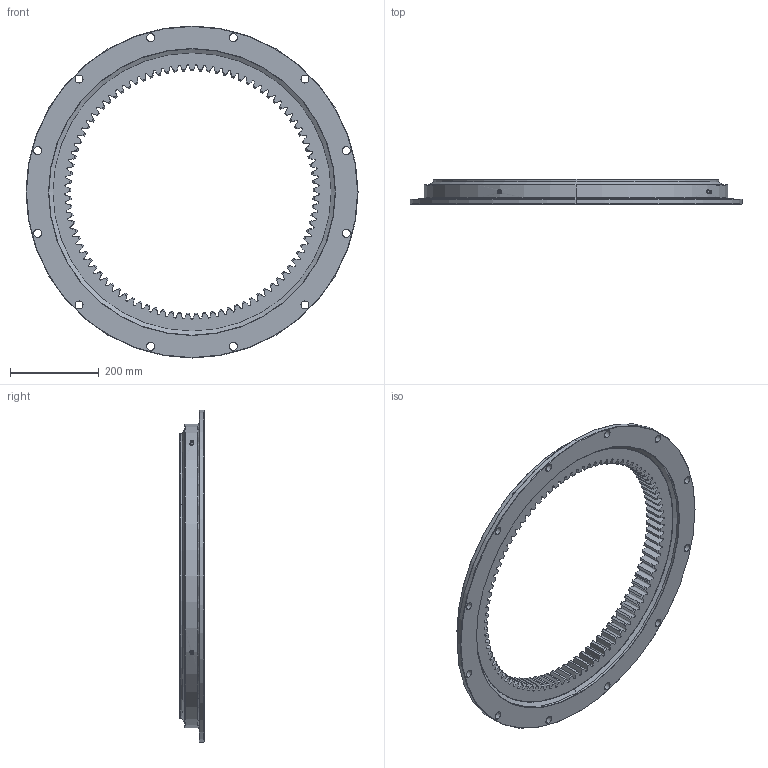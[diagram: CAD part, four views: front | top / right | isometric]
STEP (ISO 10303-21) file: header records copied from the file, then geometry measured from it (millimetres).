
FILE_DESCRIPTION (( 'STEP AP214' ), '1' );
FILE_NAME ('0028360_750L-360-IZ.step', '2017-11-02T14:19:01', ( '' ), ( '' ), 'SwSTEP 2.0', 'SolidWorks 2016', '' );
FILE_SCHEMA (( 'AUTOMOTIVE_DESIGN' ));
Length unit declared in the file: millimetre
Products named in the file (1): 0028360_750L-360-IZ
Bounding box: 748 x 56 x 748 mm (x, y, z)
Surface area: 740932.4 mm2 (no closed solid volume)
Topology: 0 solids, 12 shells, 530 faces, 1573 edges, 1042 vertices
Faces by surface type: cone 216, cylinder 162, bspline 125, plane 27
Entity records: 37493 total; most frequent: CARTESIAN_POINT 18493, ORIENTED_EDGE 2994, DIRECTION 2417, EDGE_CURVE 1557, AXIS2_PLACEMENT_3D 1062, VERTEX_POINT 1042, CIRCLE 656, B_SPLINE_CURVE_WITH_KNOTS 608
